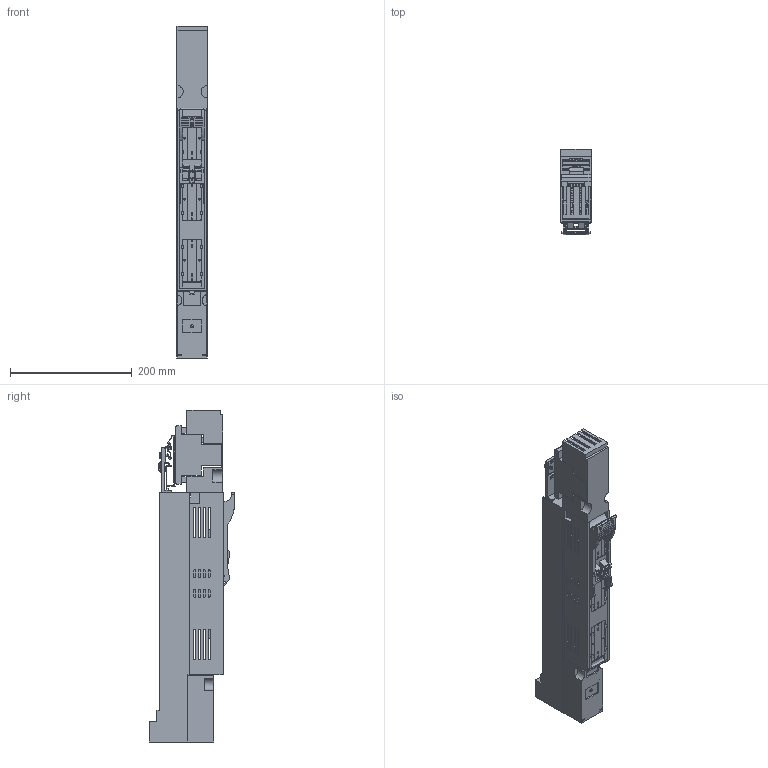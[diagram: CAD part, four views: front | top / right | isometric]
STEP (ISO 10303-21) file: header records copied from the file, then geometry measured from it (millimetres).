
FILE_DESCRIPTION(('CATIA V5 STEP'),'2;1');
FILE_NAME('L0782_NH_Sicherungslastschaltleiste_SL00_3x3_100_F_HA_ES00.stp','2019-02-04T07:33:40+00:00',('none'),('Jean Müller GmbH'),'CATIA Version 5 Release 19 SP 9 (IN-10)','CATIA V5 STEP AP214','none');
FILE_SCHEMA(('AUTOMOTIVE_DESIGN { 1 0 10303 214 1 1 1 1 }'));
Products named in the file (1): L0782_NH-Sicherungslastschaltleiste SL00-3x3/100/F/HA/ES00
Bounding box: 50 x 140.69 x 544.64 mm (x, y, z)
Volume: 1716112.9 mm3; surface area: 488696.6 mm2
Topology: 13 solids, 15 shells, 2494 faces, 7341 edges, 4859 vertices
Faces by surface type: plane 1682, cylinder 504, bspline 144, cone 122, torus 34, extrusion 8
Entity records: 85474 total; most frequent: CARTESIAN_POINT 23869, ORIENTED_EDGE 14642, DIRECTION 9598, EDGE_CURVE 7321, VECTOR 5277, LINE 5269, VERTEX_POINT 4859, AXIS2_PLACEMENT_3D 2753
